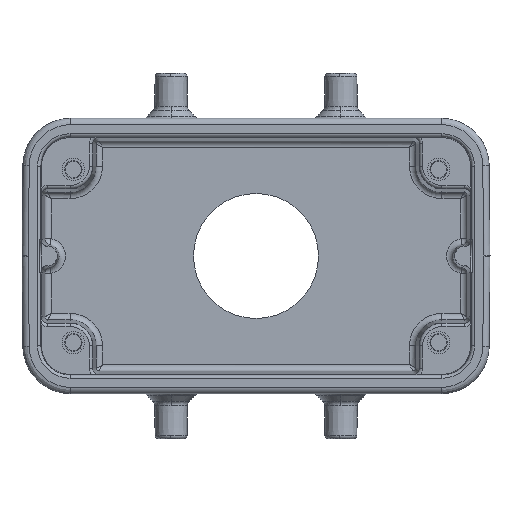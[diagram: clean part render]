
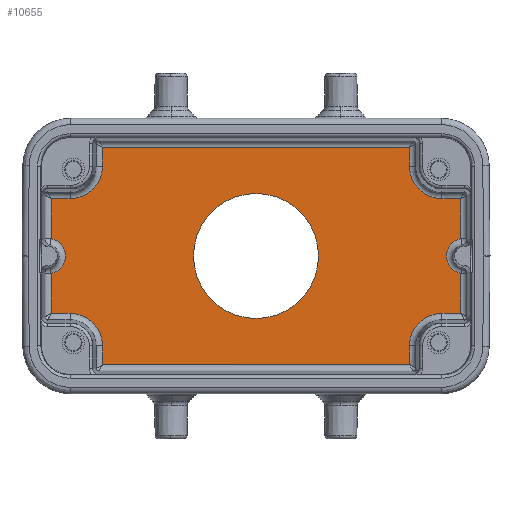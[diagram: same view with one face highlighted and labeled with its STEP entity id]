
A CAD part, front view. The second image highlights one B-rep face of the part: STEP entity #10655.
In plain terms, the highlighted planar face has unit normal (0, -1, 0).
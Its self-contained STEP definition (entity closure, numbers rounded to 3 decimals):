
#1493=CARTESIAN_POINT('',(-31.947,19.35,
-8.947));
#1507=DIRECTION('',(0.,0.,-1.));
#1508=VECTOR('',#1507,6.23);
#1509=CARTESIAN_POINT('',(-31.947,19.35,
-2.716));
#1510=LINE('',#1509,#1508);
#1538=DIRECTION('',(1.,0.,0.));
#1539=VECTOR('',#1538,2.947);
#1540=CARTESIAN_POINT('',(-31.947,19.35,
-8.947));
#1541=LINE('',#1540,#1539);
#1565=DIRECTION('',(0.,0.,-1.));
#1566=VECTOR('',#1565,2.947);
#1567=CARTESIAN_POINT('',(-23.947,19.35,
-14.));
#1568=LINE('',#1567,#1566);
#1583=CARTESIAN_POINT('',(29.,19.35,-14.));
#1584=DIRECTION('',(0.,-1.,0.));
#1585=DIRECTION('',(0.,0.,1.));
#1586=AXIS2_PLACEMENT_3D('',#1583,#1584,#1585);
#1588=CARTESIAN_POINT('',(-29.,19.35,-14.));
#1589=DIRECTION('',(0.,-1.,0.));
#1590=DIRECTION('',(1.,0.,0.));
#1591=AXIS2_PLACEMENT_3D('',#1588,#1589,#1590);
#1593=CARTESIAN_POINT('',(-32.5,19.35,0.));
#1594=DIRECTION('',(0.,-1.,0.));
#1595=DIRECTION('',(0.2,0.,-0.98));
#1596=AXIS2_PLACEMENT_3D('',#1593,#1594,#1595);
#1598=CARTESIAN_POINT('',(-29.,19.35,14.));
#1599=DIRECTION('',(0.,-1.,0.));
#1600=DIRECTION('',(0.,0.,-1.));
#1601=AXIS2_PLACEMENT_3D('',#1598,#1599,#1600);
#1603=CARTESIAN_POINT('',(29.,19.35,14.));
#1604=DIRECTION('',(0.,-1.,0.));
#1605=DIRECTION('',(-1.,0.,0.));
#1606=AXIS2_PLACEMENT_3D('',#1603,#1604,#1605);
#1608=CARTESIAN_POINT('',(32.5,19.35,0.));
#1609=DIRECTION('',(0.,-1.,0.));
#1610=DIRECTION('',(-0.2,0.,0.98));
#1611=AXIS2_PLACEMENT_3D('',#1608,#1609,#1610);
#1613=CARTESIAN_POINT('',(0.,19.35,0.));
#1614=DIRECTION('',(0.,1.,0.));
#1615=DIRECTION('',(-1.,0.,0.));
#1616=AXIS2_PLACEMENT_3D('',#1613,#1614,#1615);
#1618=CARTESIAN_POINT('',(0.,19.35,0.));
#1619=DIRECTION('',(0.,1.,0.));
#1620=DIRECTION('',(1.,0.,0.));
#1621=AXIS2_PLACEMENT_3D('',#1618,#1619,#1620);
#1633=DIRECTION('',(0.,0.,1.));
#1634=VECTOR('',#1633,6.23);
#1635=CARTESIAN_POINT('',(31.947,19.35,-8.947));
#1636=LINE('',#1635,#1634);
#1758=DIRECTION('',(0.,0.,1.));
#1759=VECTOR('',#1758,6.23);
#1760=CARTESIAN_POINT('',(31.947,19.35,2.716));
#1761=LINE('',#1760,#1759);
#1789=DIRECTION('',(-1.,0.,0.));
#1790=VECTOR('',#1789,2.947);
#1791=CARTESIAN_POINT('',(31.947,19.35,8.947));
#1792=LINE('',#1791,#1790);
#1816=DIRECTION('',(0.,0.,1.));
#1817=VECTOR('',#1816,2.947);
#1818=CARTESIAN_POINT('',(23.947,19.35,14.));
#1819=LINE('',#1818,#1817);
#1856=DIRECTION('',(-1.,0.,0.));
#1857=VECTOR('',#1856,47.893);
#1858=CARTESIAN_POINT('',(23.947,19.35,16.947));
#1859=LINE('',#1858,#1857);
#1900=DIRECTION('',(0.,0.,-1.));
#1901=VECTOR('',#1900,2.947);
#1902=CARTESIAN_POINT('',(-23.947,19.35,16.947));
#1903=LINE('',#1902,#1901);
#1927=DIRECTION('',(-1.,0.,0.));
#1928=VECTOR('',#1927,2.947);
#1929=CARTESIAN_POINT('',(-29.,19.35,8.947));
#1930=LINE('',#1929,#1928);
#2019=DIRECTION('',(0.,0.,-1.));
#2020=VECTOR('',#2019,6.23);
#2021=CARTESIAN_POINT('',(-31.947,19.35,8.947));
#2022=LINE('',#2021,#2020);
#2582=DIRECTION('',(1.,0.,0.));
#2583=VECTOR('',#2582,47.893);
#2584=CARTESIAN_POINT('',(-23.947,19.35,
-16.947));
#2585=LINE('',#2584,#2583);
#2627=DIRECTION('',(0.,0.,1.));
#2628=VECTOR('',#2627,2.947);
#2629=CARTESIAN_POINT('',(23.947,19.35,-16.947));
#2630=LINE('',#2629,#2628);
#2654=DIRECTION('',(1.,0.,0.));
#2655=VECTOR('',#2654,2.947);
#2656=CARTESIAN_POINT('',(29.,19.35,-8.947));
#2657=LINE('',#2656,#2655);
#6762=VERTEX_POINT('',#1493);
#6763=CARTESIAN_POINT('',(-31.947,19.35,
-2.717));
#6764=VERTEX_POINT('',#6763);
#6775=CARTESIAN_POINT('',(-29.,19.35,
-8.947));
#6776=VERTEX_POINT('',#6775);
#6779=CARTESIAN_POINT('',(-23.946,19.35,
-14.));
#6780=VERTEX_POINT('',#6779);
#6787=CARTESIAN_POINT('',(-23.947,19.35,
-16.947));
#6788=VERTEX_POINT('',#6787);
#6789=CARTESIAN_POINT('',(31.947,19.35,-8.947));
#6790=CARTESIAN_POINT('',(31.947,19.35,-2.716));
#6791=VERTEX_POINT('',#6789);
#6792=VERTEX_POINT('',#6790);
#6793=CARTESIAN_POINT('',(29.,19.35,-8.947));
#6794=VERTEX_POINT('',#6793);
#6795=CARTESIAN_POINT('',(23.946,19.35,-14.));
#6796=VERTEX_POINT('',#6795);
#6797=CARTESIAN_POINT('',(23.947,19.35,-16.947));
#6798=VERTEX_POINT('',#6797);
#6799=CARTESIAN_POINT('',(-31.947,19.35,2.716));
#6800=VERTEX_POINT('',#6799);
#6801=CARTESIAN_POINT('',(-31.947,19.35,8.947));
#6802=VERTEX_POINT('',#6801);
#6803=CARTESIAN_POINT('',(-29.,19.35,8.947));
#6804=VERTEX_POINT('',#6803);
#6805=CARTESIAN_POINT('',(-23.946,19.35,14.));
#6806=VERTEX_POINT('',#6805);
#6807=CARTESIAN_POINT('',(-23.947,19.35,16.947));
#6808=VERTEX_POINT('',#6807);
#6809=CARTESIAN_POINT('',(23.947,19.35,16.947));
#6810=VERTEX_POINT('',#6809);
#6811=CARTESIAN_POINT('',(23.947,19.35,14.));
#6812=VERTEX_POINT('',#6811);
#6813=CARTESIAN_POINT('',(29.,19.35,8.946));
#6814=VERTEX_POINT('',#6813);
#6815=CARTESIAN_POINT('',(31.947,19.35,8.947));
#6816=VERTEX_POINT('',#6815);
#6817=CARTESIAN_POINT('',(31.947,19.35,2.716));
#6818=VERTEX_POINT('',#6817);
#7590=CARTESIAN_POINT('',(-9.75,19.35,0.));
#7591=CARTESIAN_POINT('',(9.75,19.35,0.));
#7592=VERTEX_POINT('',#7590);
#7593=VERTEX_POINT('',#7591);
#10606=CARTESIAN_POINT('',(0.,19.35,-21.5));
#10607=DIRECTION('',(0.,-1.,0.));
#10608=DIRECTION('',(0.,0.,-1.));
#10609=AXIS2_PLACEMENT_3D('',#10606,#10607,#10608);
#10610=PLANE('',#10609);
#10612=ORIENTED_EDGE('',*,*,#10611,.F.);
#10614=ORIENTED_EDGE('',*,*,#10613,.F.);
#10616=ORIENTED_EDGE('',*,*,#10615,.T.);
#10618=ORIENTED_EDGE('',*,*,#10617,.F.);
#10620=ORIENTED_EDGE('',*,*,#10619,.F.);
#10621=ORIENTED_EDGE('',*,*,#10598,.F.);
#10622=ORIENTED_EDGE('',*,*,#10556,.T.);
#10623=ORIENTED_EDGE('',*,*,#10543,.F.);
#10624=ORIENTED_EDGE('',*,*,#10359,.F.);
#10626=ORIENTED_EDGE('',*,*,#10625,.T.);
#10628=ORIENTED_EDGE('',*,*,#10627,.F.);
#10630=ORIENTED_EDGE('',*,*,#10629,.F.);
#10632=ORIENTED_EDGE('',*,*,#10631,.T.);
#10634=ORIENTED_EDGE('',*,*,#10633,.F.);
#10636=ORIENTED_EDGE('',*,*,#10635,.F.);
#10638=ORIENTED_EDGE('',*,*,#10637,.F.);
#10640=ORIENTED_EDGE('',*,*,#10639,.T.);
#10642=ORIENTED_EDGE('',*,*,#10641,.F.);
#10644=ORIENTED_EDGE('',*,*,#10643,.F.);
#10646=ORIENTED_EDGE('',*,*,#10645,.T.);
#10647=EDGE_LOOP('',(#10612,#10614,#10616,#10618,#10620,#10621,#10622,#10623,
#10624,#10626,#10628,#10630,#10632,#10634,#10636,#10638,#10640,#10642,#10644,
#10646));
#10648=FACE_OUTER_BOUND('',#10647,.F.);
#10650=ORIENTED_EDGE('',*,*,#10649,.F.);
#10652=ORIENTED_EDGE('',*,*,#10651,.F.);
#10653=EDGE_LOOP('',(#10650,#10652));
#10654=FACE_BOUND('',#10653,.F.);
#1587=CIRCLE('',#1586,5.054);
#1592=CIRCLE('',#1591,5.054);
#1597=CIRCLE('',#1596,2.772);
#1602=CIRCLE('',#1601,5.054);
#1607=CIRCLE('',#1606,5.054);
#1612=CIRCLE('',#1611,2.772);
#1617=CIRCLE('',#1616,9.75);
#1622=CIRCLE('',#1621,9.75);
#10359=EDGE_CURVE('',#6764,#6762,#1510,.T.);
#10543=EDGE_CURVE('',#6762,#6776,#1541,.T.);
#10556=EDGE_CURVE('',#6780,#6776,#1592,.T.);
#10598=EDGE_CURVE('',#6780,#6788,#1568,.T.);
#10611=EDGE_CURVE('',#6791,#6792,#1636,.T.);
#10613=EDGE_CURVE('',#6794,#6791,#2657,.T.);
#10615=EDGE_CURVE('',#6794,#6796,#1587,.T.);
#10617=EDGE_CURVE('',#6798,#6796,#2630,.T.);
#10619=EDGE_CURVE('',#6788,#6798,#2585,.T.);
#10625=EDGE_CURVE('',#6764,#6800,#1597,.T.);
#10627=EDGE_CURVE('',#6802,#6800,#2022,.T.);
#10629=EDGE_CURVE('',#6804,#6802,#1930,.T.);
#10631=EDGE_CURVE('',#6804,#6806,#1602,.T.);
#10633=EDGE_CURVE('',#6808,#6806,#1903,.T.);
#10635=EDGE_CURVE('',#6810,#6808,#1859,.T.);
#10637=EDGE_CURVE('',#6812,#6810,#1819,.T.);
#10639=EDGE_CURVE('',#6812,#6814,#1607,.T.);
#10641=EDGE_CURVE('',#6816,#6814,#1792,.T.);
#10643=EDGE_CURVE('',#6818,#6816,#1761,.T.);
#10645=EDGE_CURVE('',#6818,#6792,#1612,.T.);
#10649=EDGE_CURVE('',#7592,#7593,#1617,.T.);
#10651=EDGE_CURVE('',#7593,#7592,#1622,.T.);
#10655=ADVANCED_FACE('',(#10648,#10654),#10610,.T.);
